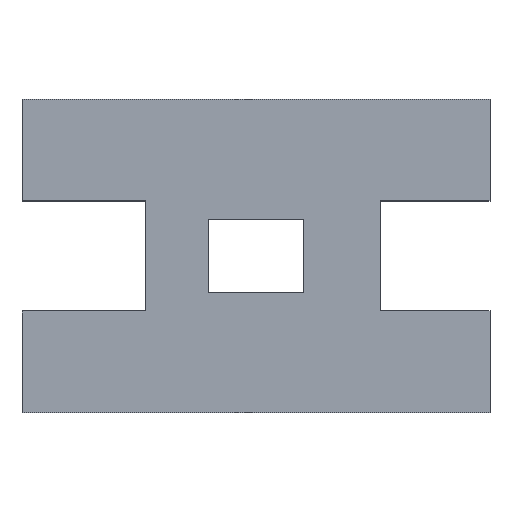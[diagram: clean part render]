
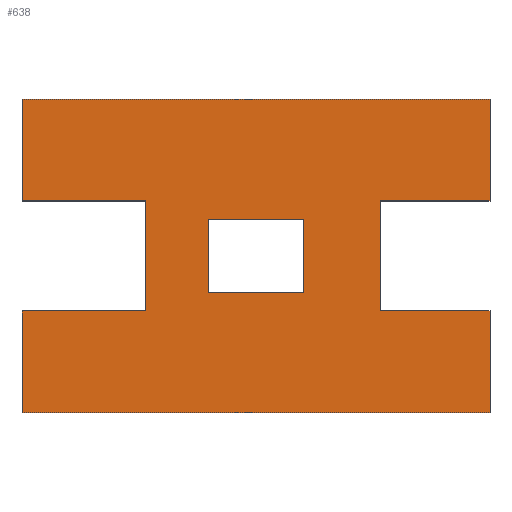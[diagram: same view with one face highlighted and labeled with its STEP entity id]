
A CAD part, top view. The second image highlights one B-rep face of the part: STEP entity #638.
In plain terms, the highlighted planar face has unit normal (0, 0, 1).
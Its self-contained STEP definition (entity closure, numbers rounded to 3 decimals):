
#20=FACE_BOUND('',#122,.T.);
#48=PLANE('',#698);
#84=FACE_OUTER_BOUND('',#121,.T.);
#121=EDGE_LOOP('',(#589,#590,#591,#592,#593,#594,#595,#596,#597,#598,#599,
#600));
#122=EDGE_LOOP('',(#601,#602,#603,#604));
#133=LINE('',#906,#207);
#144=LINE('',#940,#218);
#149=LINE('',#950,#223);
#152=LINE('',#955,#226);
#163=LINE('',#979,#237);
#166=LINE('',#985,#240);
#170=LINE('',#992,#244);
#180=LINE('',#1013,#254);
#183=LINE('',#1019,#257);
#185=LINE('',#1023,#259);
#188=LINE('',#1028,#262);
#189=LINE('',#1031,#263);
#191=LINE('',#1035,#265);
#193=LINE('',#1038,#267);
#194=LINE('',#1041,#268);
#196=LINE('',#1044,#270);
#207=VECTOR('',#737,10.);
#218=VECTOR('',#766,10.);
#223=VECTOR('',#779,10.);
#226=VECTOR('',#786,10.);
#237=VECTOR('',#807,10.);
#240=VECTOR('',#812,10.);
#244=VECTOR('',#818,10.);
#254=VECTOR('',#832,10.);
#257=VECTOR('',#837,10.);
#259=VECTOR('',#841,10.);
#262=VECTOR('',#846,10.);
#263=VECTOR('',#849,10.);
#265=VECTOR('',#853,10.);
#267=VECTOR('',#857,10.);
#268=VECTOR('',#860,10.);
#270=VECTOR('',#864,10.);
#296=VERTEX_POINT('',#903);
#297=VERTEX_POINT('',#905);
#310=VERTEX_POINT('',#937);
#311=VERTEX_POINT('',#939);
#319=VERTEX_POINT('',#976);
#320=VERTEX_POINT('',#978);
#322=VERTEX_POINT('',#984);
#324=VERTEX_POINT('',#990);
#333=VERTEX_POINT('',#1012);
#334=VERTEX_POINT('',#1016);
#335=VERTEX_POINT('',#1018);
#336=VERTEX_POINT('',#1022);
#337=VERTEX_POINT('',#1026);
#338=VERTEX_POINT('',#1030);
#339=VERTEX_POINT('',#1034);
#340=VERTEX_POINT('',#1040);
#358=EDGE_CURVE('',#297,#296,#133,.T.);
#375=EDGE_CURVE('',#311,#310,#144,.T.);
#381=EDGE_CURVE('',#296,#311,#149,.T.);
#384=EDGE_CURVE('',#310,#297,#152,.T.);
#395=EDGE_CURVE('',#320,#319,#163,.T.);
#398=EDGE_CURVE('',#322,#320,#166,.T.);
#402=EDGE_CURVE('',#319,#324,#170,.T.);
#412=EDGE_CURVE('',#333,#322,#180,.T.);
#415=EDGE_CURVE('',#335,#334,#183,.T.);
#417=EDGE_CURVE('',#336,#335,#185,.T.);
#420=EDGE_CURVE('',#334,#337,#188,.T.);
#421=EDGE_CURVE('',#338,#336,#189,.T.);
#423=EDGE_CURVE('',#339,#338,#191,.T.);
#425=EDGE_CURVE('',#324,#339,#193,.T.);
#426=EDGE_CURVE('',#340,#333,#194,.T.);
#428=EDGE_CURVE('',#337,#340,#196,.T.);
#589=ORIENTED_EDGE('',*,*,#402,.T.);
#590=ORIENTED_EDGE('',*,*,#425,.T.);
#591=ORIENTED_EDGE('',*,*,#423,.T.);
#592=ORIENTED_EDGE('',*,*,#421,.T.);
#593=ORIENTED_EDGE('',*,*,#417,.T.);
#594=ORIENTED_EDGE('',*,*,#415,.T.);
#595=ORIENTED_EDGE('',*,*,#420,.T.);
#596=ORIENTED_EDGE('',*,*,#428,.T.);
#597=ORIENTED_EDGE('',*,*,#426,.T.);
#598=ORIENTED_EDGE('',*,*,#412,.T.);
#599=ORIENTED_EDGE('',*,*,#398,.T.);
#600=ORIENTED_EDGE('',*,*,#395,.T.);
#601=ORIENTED_EDGE('',*,*,#375,.T.);
#602=ORIENTED_EDGE('',*,*,#384,.T.);
#603=ORIENTED_EDGE('',*,*,#358,.T.);
#604=ORIENTED_EDGE('',*,*,#381,.T.);
#638=ADVANCED_FACE('',(#84,#20),#48,.T.);
#698=AXIS2_PLACEMENT_3D('',#1045,#865,#866);
#737=DIRECTION('',(0.,-1.,0.));
#766=DIRECTION('',(0.,1.,0.));
#779=DIRECTION('',(-1.,0.,0.));
#786=DIRECTION('',(1.,0.,0.));
#807=DIRECTION('',(0.,1.,0.));
#812=DIRECTION('',(-1.,0.,0.));
#818=DIRECTION('',(1.,0.,0.));
#832=DIRECTION('',(0.,1.,0.));
#837=DIRECTION('',(0.,-1.,0.));
#841=DIRECTION('',(1.,0.,0.));
#846=DIRECTION('',(-1.,0.,0.));
#849=DIRECTION('',(0.,-1.,0.));
#853=DIRECTION('',(-1.,0.,0.));
#857=DIRECTION('',(0.,1.,0.));
#860=DIRECTION('',(1.,0.,0.));
#864=DIRECTION('',(0.,-1.,0.));
#865=DIRECTION('center_axis',(0.,0.,1.));
#866=DIRECTION('ref_axis',(1.,0.,0.));
#903=CARTESIAN_POINT('',(76.75,32.75,22.));
#905=CARTESIAN_POINT('',(76.75,52.75,22.));
#906=CARTESIAN_POINT('',(76.75,47.75,22.));
#937=CARTESIAN_POINT('',(50.75,52.75,22.));
#939=CARTESIAN_POINT('',(50.75,32.75,22.));
#940=CARTESIAN_POINT('',(50.75,37.75,22.));
#950=CARTESIAN_POINT('',(70.25,32.75,22.));
#955=CARTESIAN_POINT('',(57.25,52.75,22.));
#976=CARTESIAN_POINT('',(97.75,57.75,22.));
#978=CARTESIAN_POINT('',(97.75,27.75,22.));
#979=CARTESIAN_POINT('',(97.75,35.25,22.));
#984=CARTESIAN_POINT('',(127.5,27.75,22.));
#985=CARTESIAN_POINT('',(95.625,27.75,22.));
#990=CARTESIAN_POINT('',(127.5,57.75,22.));
#992=CARTESIAN_POINT('',(80.75,57.75,22.));
#1012=CARTESIAN_POINT('',(127.5,0.,22.));
#1013=CARTESIAN_POINT('',(127.5,0.,22.));
#1016=CARTESIAN_POINT('',(33.75,27.75,22.));
#1018=CARTESIAN_POINT('',(33.75,57.75,22.));
#1019=CARTESIAN_POINT('',(33.75,50.25,22.));
#1022=CARTESIAN_POINT('',(0.,57.75,22.));
#1023=CARTESIAN_POINT('',(31.875,57.75,22.));
#1026=CARTESIAN_POINT('',(0.,27.75,22.));
#1028=CARTESIAN_POINT('',(48.75,27.75,22.));
#1030=CARTESIAN_POINT('',(0.,85.5,22.));
#1031=CARTESIAN_POINT('',(0.,85.5,22.));
#1034=CARTESIAN_POINT('',(127.5,85.5,22.));
#1035=CARTESIAN_POINT('',(127.5,85.5,22.));
#1038=CARTESIAN_POINT('',(127.5,0.,22.));
#1040=CARTESIAN_POINT('',(0.,0.,22.));
#1041=CARTESIAN_POINT('',(0.,0.,22.));
#1044=CARTESIAN_POINT('',(0.,85.5,22.));
#1045=CARTESIAN_POINT('Origin',(63.75,42.75,22.));
